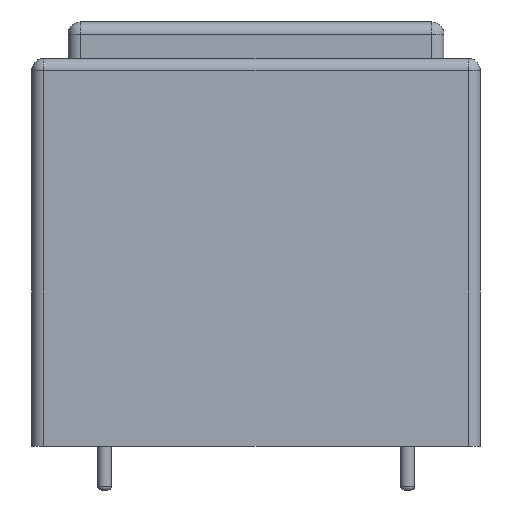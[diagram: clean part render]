
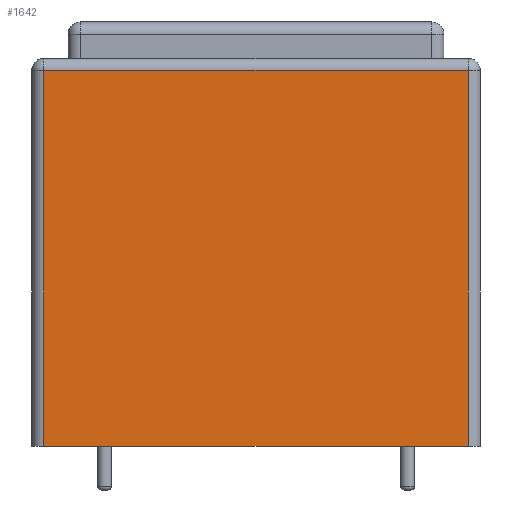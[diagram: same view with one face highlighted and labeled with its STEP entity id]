
A CAD part, front view. The second image highlights one B-rep face of the part: STEP entity #1642.
In plain terms, the highlighted planar face has unit normal (0, -1, 0).
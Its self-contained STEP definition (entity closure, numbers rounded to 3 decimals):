
#1388 = VERTEX_POINT('',#1389);
#1389 = CARTESIAN_POINT('',(30.,-12.,31.1));
#1398 = VERTEX_POINT('',#1399);
#1399 = CARTESIAN_POINT('',(-5.,-12.,31.1));
#1406 = EDGE_CURVE('',#1388,#1398,#1407,.T.);
#1407 = LINE('',#1408,#1409);
#1408 = CARTESIAN_POINT('',(30.,-12.,31.1));
#1409 = VECTOR('',#1410,1.);
#1410 = DIRECTION('',(-1.,0.,0.));
#1642 = ADVANCED_FACE('',(#1643),#1668,.T.);
#1643 = FACE_BOUND('',#1644,.T.);
#1644 = EDGE_LOOP('',(#1645,#1653,#1654,#1662));
#1645 = ORIENTED_EDGE('',*,*,#1646,.T.);
#1646 = EDGE_CURVE('',#1647,#1388,#1649,.T.);
#1647 = VERTEX_POINT('',#1648);
#1648 = CARTESIAN_POINT('',(30.,-12.,0.1));
#1649 = LINE('',#1650,#1651);
#1650 = CARTESIAN_POINT('',(30.,-12.,0.1));
#1651 = VECTOR('',#1652,1.);
#1652 = DIRECTION('',(0.,0.,1.));
#1653 = ORIENTED_EDGE('',*,*,#1406,.T.);
#1654 = ORIENTED_EDGE('',*,*,#1655,.F.);
#1655 = EDGE_CURVE('',#1656,#1398,#1658,.T.);
#1656 = VERTEX_POINT('',#1657);
#1657 = CARTESIAN_POINT('',(-5.,-12.,0.1));
#1658 = LINE('',#1659,#1660);
#1659 = CARTESIAN_POINT('',(-5.,-12.,0.1));
#1660 = VECTOR('',#1661,1.);
#1661 = DIRECTION('',(0.,0.,1.));
#1662 = ORIENTED_EDGE('',*,*,#1663,.F.);
#1663 = EDGE_CURVE('',#1647,#1656,#1664,.T.);
#1664 = LINE('',#1665,#1666);
#1665 = CARTESIAN_POINT('',(31.,-12.,0.1));
#1666 = VECTOR('',#1667,1.);
#1667 = DIRECTION('',(-1.,0.,0.));
#1668 = PLANE('',#1669);
#1669 = AXIS2_PLACEMENT_3D('',#1670,#1671,#1672);
#1670 = CARTESIAN_POINT('',(31.,-12.,0.1));
#1671 = DIRECTION('',(0.,-1.,0.));
#1672 = DIRECTION('',(-1.,0.,0.));
